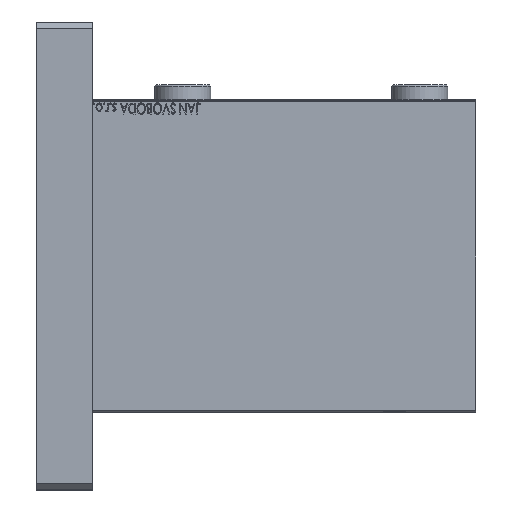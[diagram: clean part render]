
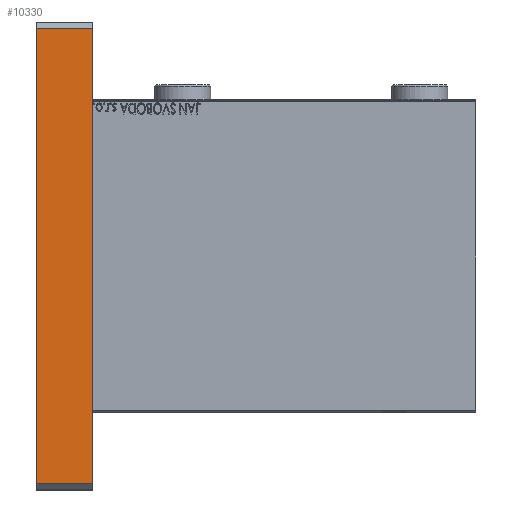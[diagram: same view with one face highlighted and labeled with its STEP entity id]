
A CAD part, front view. The second image highlights one B-rep face of the part: STEP entity #10330.
In plain terms, the highlighted planar face has unit normal (0, -1, 0).
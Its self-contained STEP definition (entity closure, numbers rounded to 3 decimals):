
#415 = CARTESIAN_POINT ( 'NONE',  ( -73., -37.5, 0. ) ) ;
#4400 = DIRECTION ( 'NONE',  ( 0., 0., -1. ) ) ;
#5834 = ORIENTED_EDGE ( 'NONE', *, *, #25214, .T. ) ;
#6537 = VERTEX_POINT ( 'NONE', #415 ) ;
#7917 = CARTESIAN_POINT ( 'NONE',  ( 73., -37.5, 18. ) ) ;
#8010 = CARTESIAN_POINT ( 'NONE',  ( -73., -37.5, 18. ) ) ;
#8190 = VERTEX_POINT ( 'NONE', #23094 ) ;
#8475 = DIRECTION ( 'NONE',  ( 1., 0., 0. ) ) ;
#8878 = EDGE_LOOP ( 'NONE', ( #5834, #22272, #10032, #36274 ) ) ;
#10032 = ORIENTED_EDGE ( 'NONE', *, *, #40658, .F. ) ;
#10330 = ADVANCED_FACE ( 'NONE', ( #40337 ), #14178, .F. ) ;
#14007 = VERTEX_POINT ( 'NONE', #46168 ) ;
#14178 = PLANE ( 'NONE',  #17287 ) ;
#16361 = CARTESIAN_POINT ( 'NONE',  ( -75., -37.5, 0. ) ) ;
#17287 = AXIS2_PLACEMENT_3D ( 'NONE', #18497, #43483, #22322 ) ;
#18497 = CARTESIAN_POINT ( 'NONE',  ( -75., -37.5, 18. ) ) ;
#18599 = EDGE_CURVE ( 'NONE', #25643, #6537, #40875, .T. ) ;
#19312 = EDGE_CURVE ( 'NONE', #8190, #14007, #33338, .T. ) ;
#19735 = LINE ( 'NONE', #16361, #32927 ) ;
#22039 = CARTESIAN_POINT ( 'NONE',  ( -73., -37.5, 18. ) ) ;
#22119 = CARTESIAN_POINT ( 'NONE',  ( -75., -37.5, 18. ) ) ;
#22272 = ORIENTED_EDGE ( 'NONE', *, *, #19312, .T. ) ;
#22322 = DIRECTION ( 'NONE',  ( 0., 0., 1. ) ) ;
#22795 = VECTOR ( 'NONE', #4400, 1000. ) ;
#23064 = LINE ( 'NONE', #22119, #33342 ) ;
#23094 = CARTESIAN_POINT ( 'NONE',  ( 73., -37.5, 0. ) ) ;
#25214 = EDGE_CURVE ( 'NONE', #6537, #8190, #19735, .T. ) ;
#25643 = VERTEX_POINT ( 'NONE', #22039 ) ;
#26189 = DIRECTION ( 'NONE',  ( 1., 0., 0. ) ) ;
#29716 = VECTOR ( 'NONE', #40318, 1000. ) ;
#32927 = VECTOR ( 'NONE', #8475, 1000. ) ;
#33338 = LINE ( 'NONE', #7917, #29716 ) ;
#33342 = VECTOR ( 'NONE', #26189, 1000. ) ;
#36274 = ORIENTED_EDGE ( 'NONE', *, *, #18599, .T. ) ;
#40318 = DIRECTION ( 'NONE',  ( 0., 0., 1. ) ) ;
#40337 = FACE_OUTER_BOUND ( 'NONE', #8878, .T. ) ;
#40658 = EDGE_CURVE ( 'NONE', #25643, #14007, #23064, .T. ) ;
#40875 = LINE ( 'NONE', #8010, #22795 ) ;
#43483 = DIRECTION ( 'NONE',  ( 0., 1., 0. ) ) ;
#46168 = CARTESIAN_POINT ( 'NONE',  ( 73., -37.5, 18. ) ) ;
